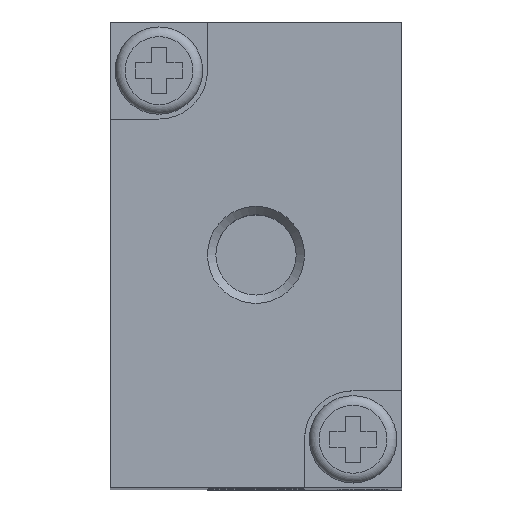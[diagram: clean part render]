
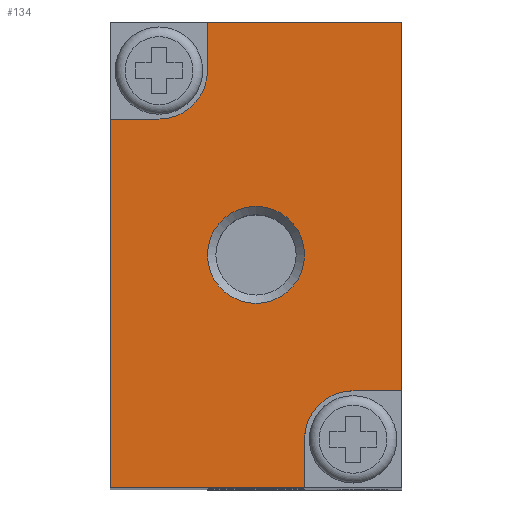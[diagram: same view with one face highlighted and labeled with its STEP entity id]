
A CAD part, top view. The second image highlights one B-rep face of the part: STEP entity #134.
In plain terms, the highlighted planar face has unit normal (0, 0, 1).
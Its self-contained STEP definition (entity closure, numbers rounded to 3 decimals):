
#134 = ADVANCED_FACE( '', ( #360, #361 ), #362, .T. );
#360 = FACE_BOUND( '', #668, .T. );
#361 = FACE_OUTER_BOUND( '', #669, .T. );
#362 = PLANE( '', #670 );
#668 = EDGE_LOOP( '', ( #1258 ) );
#669 = EDGE_LOOP( '', ( #1259, #1260, #1261, #1262, #1263, #1264, #1265, #1266, #1267, #1268 ) );
#670 = AXIS2_PLACEMENT_3D( '', #1269, #1270, #1271 );
#1258 = ORIENTED_EDGE( '', *, *, #1908, .T. );
#1259 = ORIENTED_EDGE( '', *, *, #1891, .F. );
#1260 = ORIENTED_EDGE( '', *, *, #1897, .F. );
#1261 = ORIENTED_EDGE( '', *, *, #1894, .F. );
#1262 = ORIENTED_EDGE( '', *, *, #1883, .T. );
#1263 = ORIENTED_EDGE( '', *, *, #1874, .T. );
#1264 = ORIENTED_EDGE( '', *, *, #1903, .F. );
#1265 = ORIENTED_EDGE( '', *, *, #1905, .F. );
#1266 = ORIENTED_EDGE( '', *, *, #1907, .F. );
#1267 = ORIENTED_EDGE( '', *, *, #1890, .T. );
#1268 = ORIENTED_EDGE( '', *, *, #1885, .T. );
#1269 = CARTESIAN_POINT( '', ( 0., 0., 7. ) );
#1270 = DIRECTION( '', ( 0., 0., 1. ) );
#1271 = DIRECTION( '', ( 1., 0., 0. ) );
#1874 = EDGE_CURVE( '', #2261, #2259, #2262, .T. );
#1883 = EDGE_CURVE( '', #2270, #2261, #2275, .T. );
#1885 = EDGE_CURVE( '', #2279, #2277, #2280, .T. );
#1890 = EDGE_CURVE( '', #2284, #2279, #2287, .T. );
#1891 = EDGE_CURVE( '', #2288, #2277, #2289, .T. );
#1894 = EDGE_CURVE( '', #2270, #2293, #2294, .T. );
#1897 = EDGE_CURVE( '', #2293, #2288, #2298, .T. );
#1903 = EDGE_CURVE( '', #2307, #2259, #2308, .T. );
#1905 = EDGE_CURVE( '', #2310, #2307, #2311, .T. );
#1907 = EDGE_CURVE( '', #2284, #2310, #2313, .T. );
#1908 = EDGE_CURVE( '', #2314, #2314, #2315, .T. );
#2259 = VERTEX_POINT( '', #2818 );
#2261 = VERTEX_POINT( '', #2821 );
#2262 = LINE( '', #2822, #2823 );
#2270 = VERTEX_POINT( '', #2836 );
#2275 = LINE( '', #2844, #2845 );
#2277 = VERTEX_POINT( '', #2847 );
#2279 = VERTEX_POINT( '', #2850 );
#2280 = LINE( '', #2851, #2852 );
#2284 = VERTEX_POINT( '', #2858 );
#2287 = LINE( '', #2863, #2864 );
#2288 = VERTEX_POINT( '', #2865 );
#2289 = LINE( '', #2866, #2867 );
#2293 = VERTEX_POINT( '', #2873 );
#2294 = LINE( '', #2874, #2875 );
#2298 = CIRCLE( '', #2881, 2.5 );
#2307 = VERTEX_POINT( '', #2892 );
#2308 = LINE( '', #2893, #2894 );
#2310 = VERTEX_POINT( '', #2897 );
#2311 = CIRCLE( '', #2898, 2.5 );
#2313 = LINE( '', #2901, #2902 );
#2314 = VERTEX_POINT( '', #2903 );
#2315 = CIRCLE( '', #2904, 2.5 );
#2818 = CARTESIAN_POINT( '', ( -2.5, 12., 7. ) );
#2821 = CARTESIAN_POINT( '', ( 7.5, 12., 7. ) );
#2822 = CARTESIAN_POINT( '', ( 7.5, 12., 7. ) );
#2823 = VECTOR( '', #3402, 1000. );
#2836 = CARTESIAN_POINT( '', ( 7.5, -7., 7. ) );
#2844 = CARTESIAN_POINT( '', ( 7.5, -12., 7. ) );
#2845 = VECTOR( '', #3411, 1000. );
#2847 = CARTESIAN_POINT( '', ( 2.5, -12., 7. ) );
#2850 = CARTESIAN_POINT( '', ( -7.5, -12., 7. ) );
#2851 = CARTESIAN_POINT( '', ( -7.5, -12., 7. ) );
#2852 = VECTOR( '', #3413, 1000. );
#2858 = CARTESIAN_POINT( '', ( -7.5, 7., 7. ) );
#2863 = CARTESIAN_POINT( '', ( -7.5, 12., 7. ) );
#2864 = VECTOR( '', #3418, 1000. );
#2865 = CARTESIAN_POINT( '', ( 2.5, -9.5, 7. ) );
#2866 = CARTESIAN_POINT( '', ( 2.5, -9.5, 7. ) );
#2867 = VECTOR( '', #3419, 1000. );
#2873 = CARTESIAN_POINT( '', ( 5., -7., 7. ) );
#2874 = CARTESIAN_POINT( '', ( 7.5, -7., 7. ) );
#2875 = VECTOR( '', #3422, 1000. );
#2881 = AXIS2_PLACEMENT_3D( '', #3425, #3426, #3427 );
#2892 = CARTESIAN_POINT( '', ( -2.5, 9.5, 7. ) );
#2893 = CARTESIAN_POINT( '', ( -2.5, 9.5, 7. ) );
#2894 = VECTOR( '', #3439, 1000. );
#2897 = CARTESIAN_POINT( '', ( -5., 7., 7. ) );
#2898 = AXIS2_PLACEMENT_3D( '', #3441, #3442, #3443 );
#2901 = CARTESIAN_POINT( '', ( -7.5, 7., 7. ) );
#2902 = VECTOR( '', #3445, 1000. );
#2903 = CARTESIAN_POINT( '', ( -2.5, 0., 7. ) );
#2904 = AXIS2_PLACEMENT_3D( '', #3446, #3447, #3448 );
#3402 = DIRECTION( '', ( -1., 0., 0. ) );
#3411 = DIRECTION( '', ( 0., 1., 0. ) );
#3413 = DIRECTION( '', ( 1., 0., 0. ) );
#3418 = DIRECTION( '', ( 0., -1., 0. ) );
#3419 = DIRECTION( '', ( 0., -1., 0. ) );
#3422 = DIRECTION( '', ( -1., 0., 0. ) );
#3425 = CARTESIAN_POINT( '', ( 5., -9.5, 7. ) );
#3426 = DIRECTION( '', ( 0., 0., 1. ) );
#3427 = DIRECTION( '', ( 1., 0., 0. ) );
#3439 = DIRECTION( '', ( 0., 1., 0. ) );
#3441 = CARTESIAN_POINT( '', ( -5., 9.5, 7. ) );
#3442 = DIRECTION( '', ( 0., 0., 1. ) );
#3443 = DIRECTION( '', ( 1., 0., 0. ) );
#3445 = DIRECTION( '', ( 1., 0., 0. ) );
#3446 = CARTESIAN_POINT( '', ( 0., 0., 7. ) );
#3447 = DIRECTION( '', ( 0., 0., -1. ) );
#3448 = DIRECTION( '', ( -1., 0., 0. ) );
